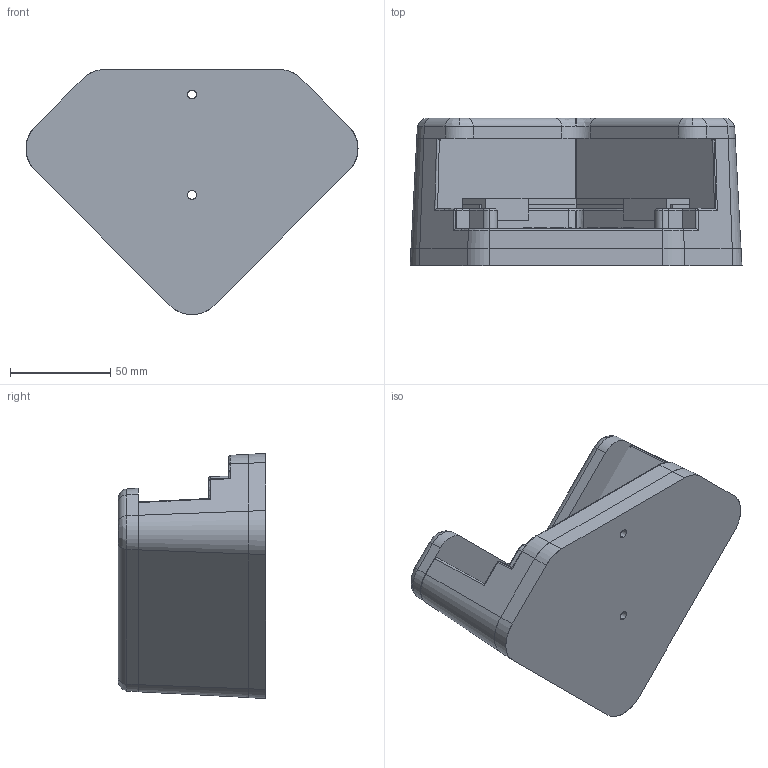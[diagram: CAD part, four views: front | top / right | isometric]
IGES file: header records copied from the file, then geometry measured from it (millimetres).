
Start section: SolidWorks IGES file using analytic representation for surfaces
Global section: file name: UNIFIX - 1.C30.IGS; native system: SolidWorks 2021; preprocessor: SolidWorks 2021; author: be; date: 240731.091241; units: millimetre
Bounding box: 165.4 x 73.5 x 122.11 mm (x, y, z)
Surface area: 111422.8 mm2 (no closed solid volume)
Topology: 0 solids, 0 shells, 269 faces, 2996 edges, 2994 vertices
Faces by surface type: bspline 169, revolution 100
